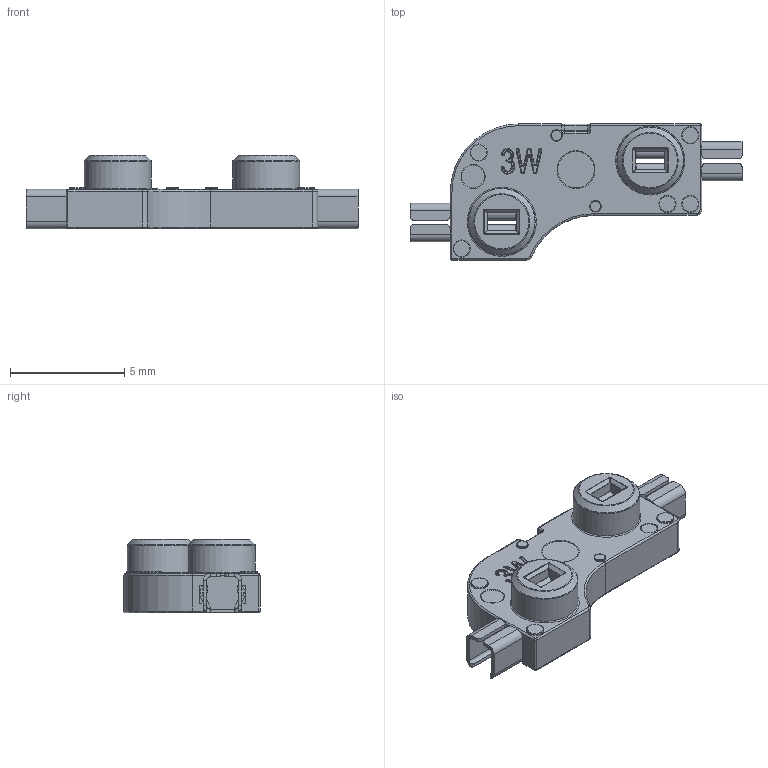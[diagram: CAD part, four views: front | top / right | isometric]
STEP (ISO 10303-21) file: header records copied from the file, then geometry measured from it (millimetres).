
FILE_DESCRIPTION(('FreeCAD Model'),'2;1');
FILE_NAME('Kailh_Hotswap_MX_v22.step','2020-09-28T22:14:27',('Author'),(''), 'Open CASCADE STEP processor 7.3','FreeCAD','Unknown');
FILE_SCHEMA(('AUTOMOTIVE_DESIGN { 1 0 10303 214 1 1 1 1 }'));
Length unit declared in the file: millimetre
Products named in the file (1): Kailh_Hotswap_MX_v22
Bounding box: 14.52 x 5.95 x 3.22 mm (x, y, z)
Volume: 95.8 mm3; surface area: 346.4 mm2
Topology: 6 solids, 6 shells, 1045 faces, 2366 edges, 1351 vertices
Faces by surface type: plane 368, bspline 288, cylinder 281, torus 98, sphere 8, cone 2
Full cylindrical faces by diameter (mm): 0.5 x2, 0.7 x2, 0.75 x4, 1 x2, 1.6 x2, 2.92 x2
Entity records: 45161 total; most frequent: CARTESIAN_POINT 16063, ORIENTED_EDGE 4732, DIRECTION 4118, EDGE_CURVE 2366, AXIS2_PLACEMENT_3D 1505, VERTEX_POINT 1351, LINE 1108, VECTOR 1108
